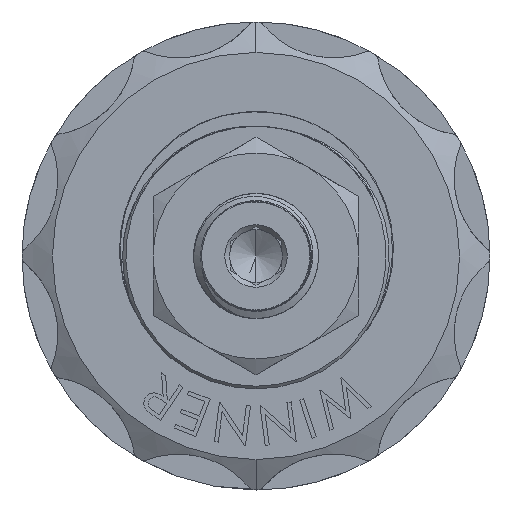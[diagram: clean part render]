
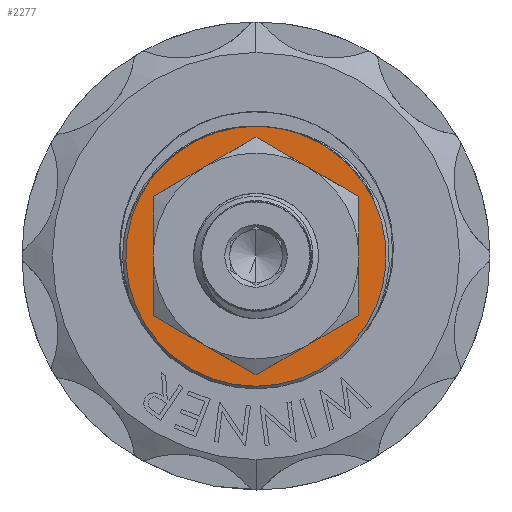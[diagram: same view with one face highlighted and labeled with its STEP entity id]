
A CAD part, left-side view. The second image highlights one B-rep face of the part: STEP entity #2277.
In plain terms, the highlighted planar face has unit normal (-1, 0, 0).
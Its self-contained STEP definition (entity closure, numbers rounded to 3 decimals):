
#304 = DIRECTION ( 'NONE',  ( 0., 0.5, -0.866 ) ) ;
#1057 = DIRECTION ( 'NONE',  ( -1., 0., 0. ) ) ;
#1130 = CARTESIAN_POINT ( 'NONE',  ( -90.87, -3.212, 5.564 ) ) ;
#1229 = VERTEX_POINT ( 'NONE', #4504 ) ;
#1246 = FACE_OUTER_BOUND ( 'NONE', #18044, .T. ) ;
#1341 = AXIS2_PLACEMENT_3D ( 'NONE', #11247, #24396, #3744 ) ;
#2094 = VERTEX_POINT ( 'NONE', #2536 ) ;
#2149 = DIRECTION ( 'NONE',  ( 0., 0.5, -0.866 ) ) ;
#2150 = CIRCLE ( 'NONE', #18434, 6.425 ) ;
#2277 = ADVANCED_FACE ( 'NONE', ( #18010, #1246 ), #17899, .F. ) ;
#2536 = CARTESIAN_POINT ( 'NONE',  ( -90.87, -3.213, -5.564 ) ) ;
#2967 = VERTEX_POINT ( 'NONE', #6503 ) ;
#3188 = EDGE_CURVE ( 'NONE', #16021, #20763, #5998, .T. ) ;
#3443 = ORIENTED_EDGE ( 'NONE', *, *, #16183, .F. ) ;
#3454 = CIRCLE ( 'NONE', #22312, 6.425 ) ;
#3660 = AXIS2_PLACEMENT_3D ( 'NONE', #8569, #1057, #23766 ) ;
#3690 = AXIS2_PLACEMENT_3D ( 'NONE', #10216, #23440, #19807 ) ;
#3744 = DIRECTION ( 'NONE',  ( 0., 0., 1. ) ) ;
#4362 = ORIENTED_EDGE ( 'NONE', *, *, #3188, .T. ) ;
#4412 = DIRECTION ( 'NONE',  ( 0., 0.5, -0.866 ) ) ;
#4504 = CARTESIAN_POINT ( 'NONE',  ( -90.87, 6.425, 0. ) ) ;
#4683 = CARTESIAN_POINT ( 'NONE',  ( -90.87, -0.334, 8.093 ) ) ;
#4724 = B_SPLINE_CURVE_WITH_KNOTS ( 'NONE', 3,
 ( #9323, #20792, #20546, #16934 ),
 .UNSPECIFIED., .F., .F.,
 ( 4, 4 ),
 ( 0.001, 0.002 ),
 .UNSPECIFIED. ) ;
#5043 = ORIENTED_EDGE ( 'NONE', *, *, #11160, .T. ) ;
#5495 = AXIS2_PLACEMENT_3D ( 'NONE', #19414, #12592, #19089 ) ;
#5532 = CIRCLE ( 'NONE', #6028, 6.425 ) ;
#5580 = CARTESIAN_POINT ( 'NONE',  ( -90.87, 3.213, 5.564 ) ) ;
#5858 = VERTEX_POINT ( 'NONE', #10112 ) ;
#5998 = CIRCLE ( 'NONE', #1341, 8.1 ) ;
#6028 = AXIS2_PLACEMENT_3D ( 'NONE', #22955, #6121, #2149 ) ;
#6097 = CARTESIAN_POINT ( 'NONE',  ( -90.87, 0., 0. ) ) ;
#6121 = DIRECTION ( 'NONE',  ( -1., 0., 0. ) ) ;
#6216 = VERTEX_POINT ( 'NONE', #5580 ) ;
#6503 = CARTESIAN_POINT ( 'NONE',  ( -90.87, -6.425, 0. ) ) ;
#6581 = CIRCLE ( 'NONE', #7925, 6.425 ) ;
#7437 = B_SPLINE_CURVE_WITH_KNOTS ( 'NONE', 3,
 ( #4683, #12087, #15845, #14047 ),
 .UNSPECIFIED., .F., .F.,
 ( 4, 4 ),
 ( 0.01, 0.011 ),
 .UNSPECIFIED. ) ;
#7594 = EDGE_CURVE ( 'NONE', #19443, #6216, #20551, .T. ) ;
#7751 = AXIS2_PLACEMENT_3D ( 'NONE', #10179, #11894, #10256 ) ;
#7889 = EDGE_CURVE ( 'NONE', #18506, #16021, #4724, .T. ) ;
#7925 = AXIS2_PLACEMENT_3D ( 'NONE', #20853, #17483, #9627 ) ;
#8333 = CIRCLE ( 'NONE', #10453, 6.425 ) ;
#8569 = CARTESIAN_POINT ( 'NONE',  ( -90.87, 0., 0. ) ) ;
#9323 = CARTESIAN_POINT ( 'NONE',  ( -90.87, -7.352, 3.458 ) ) ;
#9499 = CARTESIAN_POINT ( 'NONE',  ( -90.87, -7.352, 3.458 ) ) ;
#9627 = DIRECTION ( 'NONE',  ( 0., 0.5, -0.866 ) ) ;
#9692 = EDGE_CURVE ( 'NONE', #5858, #16820, #11715, .T. ) ;
#9724 = EDGE_CURVE ( 'NONE', #1229, #24086, #5532, .T. ) ;
#10099 = DIRECTION ( 'NONE',  ( -1., 0., 0. ) ) ;
#10112 = CARTESIAN_POINT ( 'NONE',  ( -90.87, 0.697, 8.095 ) ) ;
#10179 = CARTESIAN_POINT ( 'NONE',  ( -90.87, 0., 0. ) ) ;
#10216 = CARTESIAN_POINT ( 'NONE',  ( -90.87, 5.451, 0. ) ) ;
#10256 = DIRECTION ( 'NONE',  ( 0., 0., 1. ) ) ;
#10342 = CARTESIAN_POINT ( 'NONE',  ( -90.87, 0., 0. ) ) ;
#10453 = AXIS2_PLACEMENT_3D ( 'NONE', #6097, #19239, #304 ) ;
#11160 = EDGE_CURVE ( 'NONE', #16820, #18506, #15196, .T. ) ;
#11247 = CARTESIAN_POINT ( 'NONE',  ( -90.87, 0., 0. ) ) ;
#11493 = EDGE_CURVE ( 'NONE', #20763, #5858, #7437, .T. ) ;
#11715 = CIRCLE ( 'NONE', #7751, 8.125 ) ;
#11894 = DIRECTION ( 'NONE',  ( -1., 0., 0. ) ) ;
#12087 = CARTESIAN_POINT ( 'NONE',  ( -90.87, 0.009, 8.114 ) ) ;
#12592 = DIRECTION ( 'NONE',  ( -1., 0., 0. ) ) ;
#13471 = ORIENTED_EDGE ( 'NONE', *, *, #9724, .F. ) ;
#14047 = CARTESIAN_POINT ( 'NONE',  ( -90.87, 0.697, 8.095 ) ) ;
#14670 = CARTESIAN_POINT ( 'NONE',  ( -90.87, 0., -8.125 ) ) ;
#15196 = CIRCLE ( 'NONE', #3660, 8.125 ) ;
#15845 = CARTESIAN_POINT ( 'NONE',  ( -90.87, 0.354, 8.114 ) ) ;
#16021 = VERTEX_POINT ( 'NONE', #18313 ) ;
#16183 = EDGE_CURVE ( 'NONE', #2094, #2967, #2150, .T. ) ;
#16654 = CARTESIAN_POINT ( 'NONE',  ( -90.87, 0., 0. ) ) ;
#16820 = VERTEX_POINT ( 'NONE', #14670 ) ;
#16934 = CARTESIAN_POINT ( 'NONE',  ( -90.87, -6.865, 4.299 ) ) ;
#17149 = EDGE_LOOP ( 'NONE', ( #13471, #21701, #23549, #21885, #3443, #22053 ) ) ;
#17258 = EDGE_CURVE ( 'NONE', #24086, #2094, #6581, .T. ) ;
#17332 = EDGE_CURVE ( 'NONE', #2967, #19443, #8333, .T. ) ;
#17483 = DIRECTION ( 'NONE',  ( -1., 0., 0. ) ) ;
#17899 = PLANE ( 'NONE',  #3690 ) ;
#18010 = FACE_BOUND ( 'NONE', #17149, .T. ) ;
#18044 = EDGE_LOOP ( 'NONE', ( #18700, #4362, #20488, #21357, #5043 ) ) ;
#18313 = CARTESIAN_POINT ( 'NONE',  ( -90.87, -6.865, 4.299 ) ) ;
#18434 = AXIS2_PLACEMENT_3D ( 'NONE', #16654, #24329, #24255 ) ;
#18506 = VERTEX_POINT ( 'NONE', #9499 ) ;
#18700 = ORIENTED_EDGE ( 'NONE', *, *, #7889, .T. ) ;
#19089 = DIRECTION ( 'NONE',  ( 0., -0.5, 0.866 ) ) ;
#19239 = DIRECTION ( 'NONE',  ( -1., 0., 0. ) ) ;
#19414 = CARTESIAN_POINT ( 'NONE',  ( -90.87, 0., 0. ) ) ;
#19443 = VERTEX_POINT ( 'NONE', #1130 ) ;
#19807 = DIRECTION ( 'NONE',  ( 0., 0., -1. ) ) ;
#20264 = CARTESIAN_POINT ( 'NONE',  ( -90.87, 3.212, -5.564 ) ) ;
#20488 = ORIENTED_EDGE ( 'NONE', *, *, #11493, .T. ) ;
#20546 = CARTESIAN_POINT ( 'NONE',  ( -90.87, -7.043, 4.027 ) ) ;
#20551 = CIRCLE ( 'NONE', #5495, 6.425 ) ;
#20763 = VERTEX_POINT ( 'NONE', #24403 ) ;
#20792 = CARTESIAN_POINT ( 'NONE',  ( -90.87, -7.205, 3.747 ) ) ;
#20853 = CARTESIAN_POINT ( 'NONE',  ( -90.87, 0., 0. ) ) ;
#21357 = ORIENTED_EDGE ( 'NONE', *, *, #9692, .T. ) ;
#21701 = ORIENTED_EDGE ( 'NONE', *, *, #22340, .F. ) ;
#21885 = ORIENTED_EDGE ( 'NONE', *, *, #17332, .F. ) ;
#22053 = ORIENTED_EDGE ( 'NONE', *, *, #17258, .F. ) ;
#22312 = AXIS2_PLACEMENT_3D ( 'NONE', #10342, #10099, #4412 ) ;
#22340 = EDGE_CURVE ( 'NONE', #6216, #1229, #3454, .T. ) ;
#22955 = CARTESIAN_POINT ( 'NONE',  ( -90.87, 0., 0. ) ) ;
#23440 = DIRECTION ( 'NONE',  ( 1., 0., 0. ) ) ;
#23549 = ORIENTED_EDGE ( 'NONE', *, *, #7594, .F. ) ;
#23766 = DIRECTION ( 'NONE',  ( 0., 0., 1. ) ) ;
#24086 = VERTEX_POINT ( 'NONE', #20264 ) ;
#24255 = DIRECTION ( 'NONE',  ( 0., 0.5, -0.866 ) ) ;
#24329 = DIRECTION ( 'NONE',  ( -1., 0., 0. ) ) ;
#24396 = DIRECTION ( 'NONE',  ( -1., 0., 0. ) ) ;
#24403 = CARTESIAN_POINT ( 'NONE',  ( -90.87, -0.334, 8.093 ) ) ;
